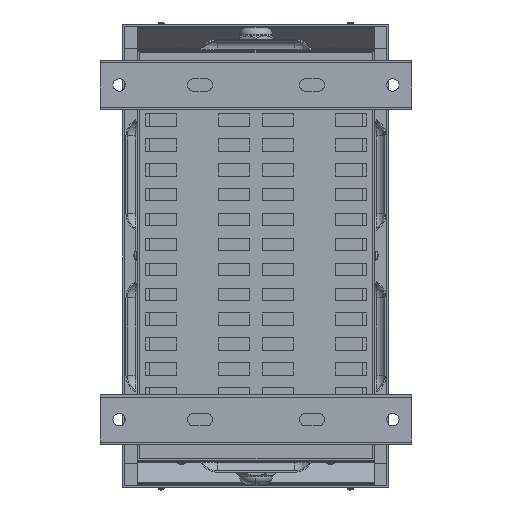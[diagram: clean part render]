
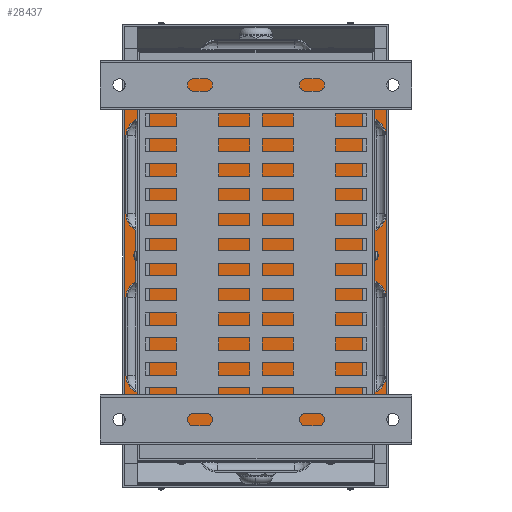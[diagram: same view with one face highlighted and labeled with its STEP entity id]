
A CAD part, front view. The second image highlights one B-rep face of the part: STEP entity #28437.
In plain terms, the highlighted face is planar.
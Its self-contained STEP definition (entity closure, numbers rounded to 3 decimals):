
#1671=PLANE('',#30944);
#4400=FACE_OUTER_BOUND('',#6229,.T.);
#6229=EDGE_LOOP('',(#26223,#26224,#26225,#26226));
#8762=LINE('',#47799,#11311);
#8772=LINE('',#47820,#11321);
#8787=LINE('',#47848,#11336);
#8798=LINE('',#47886,#11347);
#11311=VECTOR('',#38006,10.);
#11321=VECTOR('',#38022,10.);
#11336=VECTOR('',#38043,10.);
#11347=VECTOR('',#38086,10.);
#14969=VERTEX_POINT('',#47797);
#14970=VERTEX_POINT('',#47798);
#14977=VERTEX_POINT('',#47818);
#14978=VERTEX_POINT('',#47819);
#18727=EDGE_CURVE('',#14969,#14970,#8762,.T.);
#18737=EDGE_CURVE('',#14977,#14978,#8772,.T.);
#18752=EDGE_CURVE('',#14977,#14970,#8787,.T.);
#18771=EDGE_CURVE('',#14969,#14978,#8798,.T.);
#26223=ORIENTED_EDGE('',*,*,#18727,.T.);
#26224=ORIENTED_EDGE('',*,*,#18752,.F.);
#26225=ORIENTED_EDGE('',*,*,#18737,.T.);
#26226=ORIENTED_EDGE('',*,*,#18771,.F.);
#28437=ADVANCED_FACE('',(#4400),#1671,.F.);
#30944=AXIS2_PLACEMENT_3D('',#47892,#38092,#38093);
#38006=DIRECTION('',(1.,0.,0.));
#38022=DIRECTION('',(-1.,0.,0.));
#38043=DIRECTION('',(0.,0.,1.));
#38086=DIRECTION('',(0.,0.,-1.));
#38092=DIRECTION('center_axis',(0.,-1.,0.));
#38093=DIRECTION('ref_axis',(0.,0.,-1.));
#47797=CARTESIAN_POINT('',(-212.5,1.5,336.));
#47798=CARTESIAN_POINT('',(-1.5,1.5,336.));
#47799=CARTESIAN_POINT('',(-54.25,1.5,336.));
#47818=CARTESIAN_POINT('',(-1.5,1.5,36.));
#47819=CARTESIAN_POINT('',(-212.5,1.5,36.));
#47820=CARTESIAN_POINT('',(-159.75,1.5,36.));
#47848=CARTESIAN_POINT('',(-1.5,1.5,370.5));
#47886=CARTESIAN_POINT('',(-212.5,1.5,1.5));
#47892=CARTESIAN_POINT('Origin',(-107.,1.5,186.));
